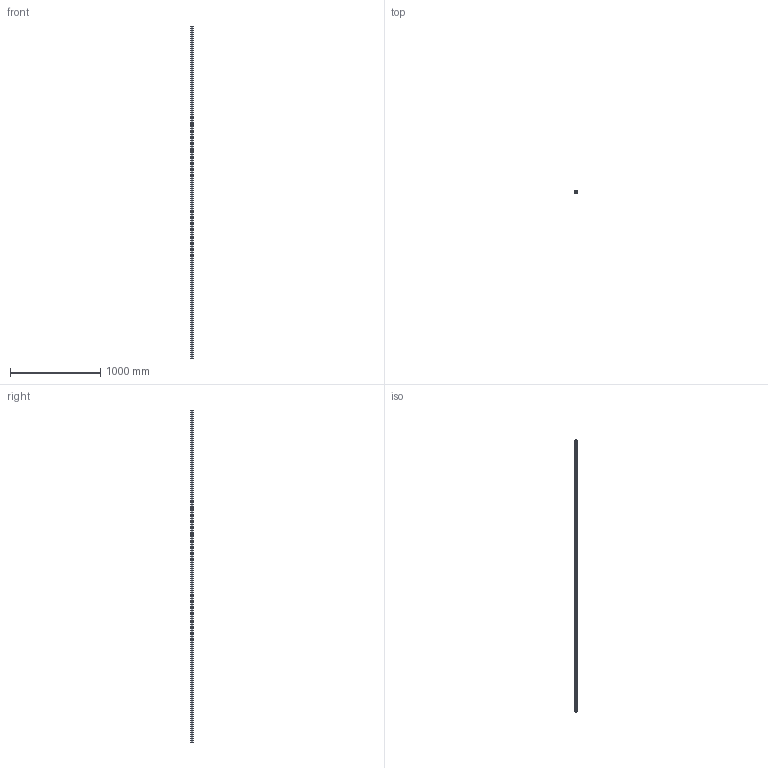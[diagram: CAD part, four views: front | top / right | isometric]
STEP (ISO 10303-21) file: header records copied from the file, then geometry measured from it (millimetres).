
FILE_DESCRIPTION (( 'STEP AP214' ), '1' );
FILE_NAME ('8020-1010-S- 1010-S x 145.STEP', '2018-12-17T20:02:47', ( '' ), ( '' ), 'SwSTEP 2.0', 'SolidWorks 2018', '' );
FILE_SCHEMA (( 'AUTOMOTIVE_DESIGN' ));
Length unit declared in the file: inch
Products named in the file (1): 8020-1010-S- 1010-S x 145
Bounding box: 25.4 x 25.4 x 3683 mm (x, y, z)
Volume: 1028592.9 mm3; surface area: 827318.3 mm2
Topology: 1 solids, 1 shells, 81 faces, 237 edges, 158 vertices
Faces by surface type: cylinder 43, plane 38
Entity records: 2761 total; most frequent: DIRECTION 487, CARTESIAN_POINT 477, ORIENTED_EDGE 474, EDGE_CURVE 237, AXIS2_PLACEMENT_3D 168, VERTEX_POINT 158, VECTOR 151, LINE 151
